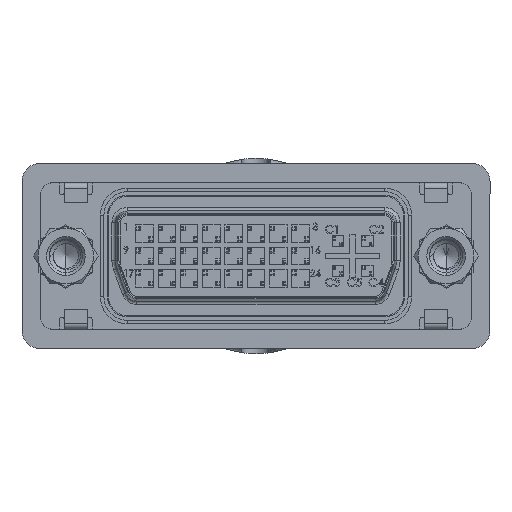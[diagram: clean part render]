
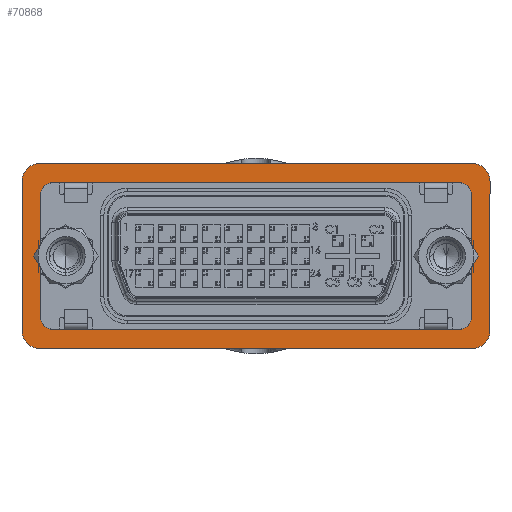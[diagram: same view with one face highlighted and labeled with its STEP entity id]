
A CAD part, front view. The second image highlights one B-rep face of the part: STEP entity #70868.
In plain terms, the highlighted face is planar.
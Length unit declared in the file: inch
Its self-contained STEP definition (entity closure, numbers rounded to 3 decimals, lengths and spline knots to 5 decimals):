
#1930 = CARTESIAN_POINT ( 'NONE',  ( 0.686, -0.208, 0. ) ) ;
#1983 = CARTESIAN_POINT ( 'NONE',  ( -0.725, -0.208, 0. ) ) ;
#2013 = CARTESIAN_POINT ( 'NONE',  ( -0.686, 0.247, 0. ) ) ;
#2668 = CARTESIAN_POINT ( 'NONE',  ( -0.72835, 0.311, 0. ) ) ;
#2692 = CIRCLE ( 'NONE', #43413, 0.039 ) ;
#3982 = EDGE_CURVE ( 'NONE', #96825, #28478, #17901, .T. ) ;
#4557 = EDGE_CURVE ( 'NONE', #110571, #127289, #2692, .T. ) ;
#6212 = EDGE_CURVE ( 'NONE', #28478, #16424, #86992, .T. ) ;
#6873 = DIRECTION ( 'NONE',  ( 1., 0., 0. ) ) ;
#7411 = VECTOR ( 'NONE', #139906, 39.37008 ) ;
#7528 = AXIS2_PLACEMENT_3D ( 'NONE', #149903, #78575, #6873 ) ;
#9048 = EDGE_CURVE ( 'NONE', #106596, #48577, #136482, .T. ) ;
#9373 = CARTESIAN_POINT ( 'NONE',  ( -0.686, -0.247, 0. ) ) ;
#12129 = CARTESIAN_POINT ( 'NONE',  ( -0.7874, 0.311, 0. ) ) ;
#13347 = CARTESIAN_POINT ( 'NONE',  ( 0.686, 0.208, 0. ) ) ;
#13885 = DIRECTION ( 'NONE',  ( 1., 0., 0. ) ) ;
#13939 = DIRECTION ( 'NONE',  ( 0., -1., 0. ) ) ;
#15640 = AXIS2_PLACEMENT_3D ( 'NONE', #68031, #151422, #80097 ) ;
#16271 = DIRECTION ( 'NONE',  ( 1., 0., 0. ) ) ;
#16424 = VERTEX_POINT ( 'NONE', #40106 ) ;
#17901 = CIRCLE ( 'NONE', #92511, 0.05906 ) ;
#19331 = DIRECTION ( 'NONE',  ( 0., 0., 1. ) ) ;
#22663 = EDGE_CURVE ( 'NONE', #65483, #112203, #73533, .T. ) ;
#22872 = ORIENTED_EDGE ( 'NONE', *, *, #6212, .T. ) ;
#25390 = DIRECTION ( 'NONE',  ( 1., 0., 0. ) ) ;
#26557 = CARTESIAN_POINT ( 'NONE',  ( 0.686, -0.247, 0. ) ) ;
#26826 = ORIENTED_EDGE ( 'NONE', *, *, #68274, .F. ) ;
#28478 = VERTEX_POINT ( 'NONE', #48963 ) ;
#31719 = LINE ( 'NONE', #9373, #7411 ) ;
#32379 = VERTEX_POINT ( 'NONE', #109303 ) ;
#35197 = PLANE ( 'NONE',  #36239 ) ;
#35905 = VECTOR ( 'NONE', #13939, 39.37008 ) ;
#36123 = LINE ( 'NONE', #147292, #67959 ) ;
#36239 = AXIS2_PLACEMENT_3D ( 'NONE', #12129, #119792, #48232 ) ;
#36650 = VERTEX_POINT ( 'NONE', #114059 ) ;
#37779 = DIRECTION ( 'NONE',  ( 0., -1., 0. ) ) ;
#39523 = VERTEX_POINT ( 'NONE', #59958 ) ;
#40106 = CARTESIAN_POINT ( 'NONE',  ( 0.72835, -0.311, 0. ) ) ;
#40750 = FACE_OUTER_BOUND ( 'NONE', #138660, .T. ) ;
#43413 = AXIS2_PLACEMENT_3D ( 'NONE', #1930, #85643, #13885 ) ;
#44648 = CARTESIAN_POINT ( 'NONE',  ( 0.7874, -0.25194, 0. ) ) ;
#44982 = VECTOR ( 'NONE', #37779, 39.37008 ) ;
#45204 = CARTESIAN_POINT ( 'NONE',  ( 0.725, 0.208, 0. ) ) ;
#45505 = CIRCLE ( 'NONE', #135732, 0.05906 ) ;
#46562 = DIRECTION ( 'NONE',  ( 0., 0., 1. ) ) ;
#47852 = DIRECTION ( 'NONE',  ( 0., -1., 0. ) ) ;
#48232 = DIRECTION ( 'NONE',  ( -1., 0., 0. ) ) ;
#48577 = VERTEX_POINT ( 'NONE', #44648 ) ;
#48963 = CARTESIAN_POINT ( 'NONE',  ( -0.72835, -0.311, 0. ) ) ;
#49000 = EDGE_CURVE ( 'NONE', #16424, #48577, #64304, .T. ) ;
#49102 = DIRECTION ( 'NONE',  ( 0., 0., 1. ) ) ;
#49186 = EDGE_CURVE ( 'NONE', #106596, #32379, #45505, .T. ) ;
#49441 = CARTESIAN_POINT ( 'NONE',  ( -0.7874, -0.311, 0. ) ) ;
#49926 = ORIENTED_EDGE ( 'NONE', *, *, #49186, .T. ) ;
#51231 = ORIENTED_EDGE ( 'NONE', *, *, #145477, .F. ) ;
#51604 = LINE ( 'NONE', #2013, #107688 ) ;
#55061 = VECTOR ( 'NONE', #145938, 39.37008 ) ;
#55811 = CARTESIAN_POINT ( 'NONE',  ( 0.686, 0.247, 0. ) ) ;
#59958 = CARTESIAN_POINT ( 'NONE',  ( -0.686, -0.247, 0. ) ) ;
#61478 = VECTOR ( 'NONE', #47852, 39.37008 ) ;
#61814 = CARTESIAN_POINT ( 'NONE',  ( -0.7874, -0.25194, 0. ) ) ;
#63486 = CARTESIAN_POINT ( 'NONE',  ( 0.725, -0.208, 0. ) ) ;
#64304 = CIRCLE ( 'NONE', #15640, 0.05906 ) ;
#65243 = LINE ( 'NONE', #130887, #61478 ) ;
#65483 = VERTEX_POINT ( 'NONE', #2668 ) ;
#65630 = ORIENTED_EDGE ( 'NONE', *, *, #108483, .F. ) ;
#67959 = VECTOR ( 'NONE', #16271, 39.37008 ) ;
#68031 = CARTESIAN_POINT ( 'NONE',  ( 0.72835, -0.25194, 0. ) ) ;
#68274 = EDGE_CURVE ( 'NONE', #39523, #110571, #31719, .T. ) ;
#70440 = DIRECTION ( 'NONE',  ( 0., 0., 1. ) ) ;
#70868 = ADVANCED_FACE ( 'NONE', ( #104337, #40750 ), #35197, .F. ) ;
#72837 = EDGE_CURVE ( 'NONE', #65483, #32379, #36123, .T. ) ;
#73533 = CIRCLE ( 'NONE', #83823, 0.05906 ) ;
#73663 = DIRECTION ( 'NONE',  ( -1., 0., 0. ) ) ;
#74422 = ORIENTED_EDGE ( 'NONE', *, *, #4557, .F. ) ;
#75691 = ORIENTED_EDGE ( 'NONE', *, *, #96975, .F. ) ;
#76872 = VERTEX_POINT ( 'NONE', #97971 ) ;
#78575 = DIRECTION ( 'NONE',  ( 0., 0., 1. ) ) ;
#79106 = ORIENTED_EDGE ( 'NONE', *, *, #72837, .F. ) ;
#80086 = VECTOR ( 'NONE', #92936, 39.37008 ) ;
#80097 = DIRECTION ( 'NONE',  ( -1., 0., 0. ) ) ;
#83823 = AXIS2_PLACEMENT_3D ( 'NONE', #141828, #70440, #153774 ) ;
#85643 = DIRECTION ( 'NONE',  ( 0., 0., 1. ) ) ;
#86992 = LINE ( 'NONE', #49441, #55061 ) ;
#87300 = VERTEX_POINT ( 'NONE', #45204 ) ;
#90373 = EDGE_CURVE ( 'NONE', #124174, #39523, #116304, .T. ) ;
#91073 = CARTESIAN_POINT ( 'NONE',  ( -0.686, 0.208, 0. ) ) ;
#91339 = ORIENTED_EDGE ( 'NONE', *, *, #114154, .F. ) ;
#92511 = AXIS2_PLACEMENT_3D ( 'NONE', #120708, #49102, #132641 ) ;
#92936 = DIRECTION ( 'NONE',  ( 0., 1., 0. ) ) ;
#94220 = AXIS2_PLACEMENT_3D ( 'NONE', #13347, #97072, #25390 ) ;
#95666 = CARTESIAN_POINT ( 'NONE',  ( 0.7874, 0.25194, 0. ) ) ;
#96825 = VERTEX_POINT ( 'NONE', #61814 ) ;
#96975 = EDGE_CURVE ( 'NONE', #76872, #36650, #129022, .T. ) ;
#97072 = DIRECTION ( 'NONE',  ( 0., 0., 1. ) ) ;
#97971 = CARTESIAN_POINT ( 'NONE',  ( -0.686, 0.247, 0. ) ) ;
#98181 = ORIENTED_EDGE ( 'NONE', *, *, #90373, .F. ) ;
#99556 = VERTEX_POINT ( 'NONE', #55811 ) ;
#102980 = DIRECTION ( 'NONE',  ( -1., 0., 0. ) ) ;
#103212 = LINE ( 'NONE', #1983, #35905 ) ;
#104337 = FACE_BOUND ( 'NONE', #136136, .T. ) ;
#106596 = VERTEX_POINT ( 'NONE', #95666 ) ;
#107688 = VECTOR ( 'NONE', #73663, 39.37008 ) ;
#108099 = CIRCLE ( 'NONE', #94220, 0.039 ) ;
#108483 = EDGE_CURVE ( 'NONE', #36650, #124174, #103212, .T. ) ;
#108618 = ORIENTED_EDGE ( 'NONE', *, *, #9048, .F. ) ;
#109303 = CARTESIAN_POINT ( 'NONE',  ( 0.72835, 0.311, 0. ) ) ;
#109342 = CARTESIAN_POINT ( 'NONE',  ( 0.7874, 0.311, 0. ) ) ;
#109368 = CARTESIAN_POINT ( 'NONE',  ( -0.725, -0.208, 0. ) ) ;
#110571 = VERTEX_POINT ( 'NONE', #26557 ) ;
#112005 = ORIENTED_EDGE ( 'NONE', *, *, #22663, .T. ) ;
#112203 = VERTEX_POINT ( 'NONE', #142006 ) ;
#113751 = ORIENTED_EDGE ( 'NONE', *, *, #49000, .T. ) ;
#114059 = CARTESIAN_POINT ( 'NONE',  ( -0.725, 0.208, 0. ) ) ;
#114154 = EDGE_CURVE ( 'NONE', #87300, #99556, #108099, .T. ) ;
#116304 = CIRCLE ( 'NONE', #7528, 0.039 ) ;
#118092 = CARTESIAN_POINT ( 'NONE',  ( 0.72835, 0.25194, 0. ) ) ;
#119792 = DIRECTION ( 'NONE',  ( 0., 0., -1. ) ) ;
#120442 = ORIENTED_EDGE ( 'NONE', *, *, #121988, .F. ) ;
#120708 = CARTESIAN_POINT ( 'NONE',  ( -0.72835, -0.25194, 0. ) ) ;
#121988 = EDGE_CURVE ( 'NONE', #99556, #76872, #51604, .T. ) ;
#124174 = VERTEX_POINT ( 'NONE', #109368 ) ;
#124517 = EDGE_CURVE ( 'NONE', #112203, #96825, #65243, .T. ) ;
#127289 = VERTEX_POINT ( 'NONE', #63486 ) ;
#129022 = CIRCLE ( 'NONE', #131602, 0.039 ) ;
#130112 = DIRECTION ( 'NONE',  ( -1., 0., 0. ) ) ;
#130887 = CARTESIAN_POINT ( 'NONE',  ( -0.7874, 0.311, 0. ) ) ;
#131602 = AXIS2_PLACEMENT_3D ( 'NONE', #91073, #19331, #102980 ) ;
#132641 = DIRECTION ( 'NONE',  ( -1., 0., 0. ) ) ;
#135732 = AXIS2_PLACEMENT_3D ( 'NONE', #118092, #46562, #130112 ) ;
#136136 = EDGE_LOOP ( 'NONE', ( #26826, #98181, #65630, #75691, #120442, #91339, #51231, #74422 ) ) ;
#136482 = LINE ( 'NONE', #109342, #44982 ) ;
#136924 = ORIENTED_EDGE ( 'NONE', *, *, #124517, .T. ) ;
#138660 = EDGE_LOOP ( 'NONE', ( #136924, #139481, #22872, #113751, #108618, #49926, #79106, #112005 ) ) ;
#139481 = ORIENTED_EDGE ( 'NONE', *, *, #3982, .T. ) ;
#139906 = DIRECTION ( 'NONE',  ( 1., 0., 0. ) ) ;
#141828 = CARTESIAN_POINT ( 'NONE',  ( -0.72835, 0.25194, 0. ) ) ;
#142006 = CARTESIAN_POINT ( 'NONE',  ( -0.7874, 0.25194, 0. ) ) ;
#143455 = LINE ( 'NONE', #152229, #80086 ) ;
#145477 = EDGE_CURVE ( 'NONE', #127289, #87300, #143455, .T. ) ;
#145938 = DIRECTION ( 'NONE',  ( 1., 0., 0. ) ) ;
#147292 = CARTESIAN_POINT ( 'NONE',  ( -0.7874, 0.311, 0. ) ) ;
#149903 = CARTESIAN_POINT ( 'NONE',  ( -0.686, -0.208, 0. ) ) ;
#151422 = DIRECTION ( 'NONE',  ( 0., 0., 1. ) ) ;
#152229 = CARTESIAN_POINT ( 'NONE',  ( 0.725, -0.208, 0. ) ) ;
#153774 = DIRECTION ( 'NONE',  ( -1., 0., 0. ) ) ;
